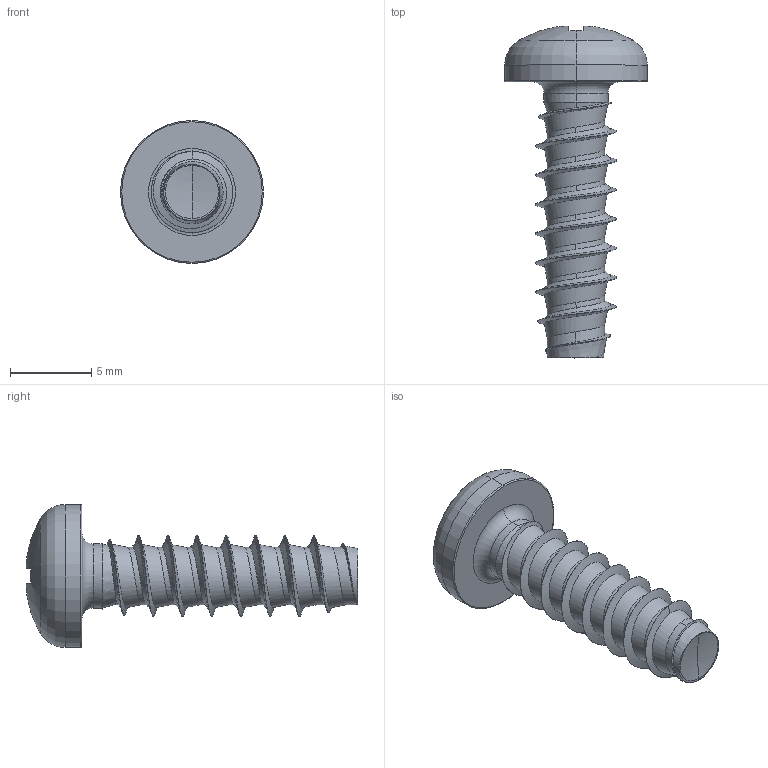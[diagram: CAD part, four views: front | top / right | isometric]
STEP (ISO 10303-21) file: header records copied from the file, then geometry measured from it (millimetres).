
FILE_DESCRIPTION (( 'STEP AP203' ), '1' );
FILE_NAME ('STP220500170.STEP', '2019-05-15T18:18:21', ( '' ), ( '' ), 'SwSTEP 2.0', 'SolidWorks 2015', '' );
FILE_SCHEMA (( 'CONFIG_CONTROL_DESIGN' ));
Length unit declared in the file: millimetre
Products named in the file (2): STP220500170
Bounding box: 8.8 x 20.44 x 8.8 mm (x, y, z)
Volume: 346.8 mm3; surface area: 498.7 mm2
Topology: 1 solids, 1 shells, 186 faces, 443 edges, 259 vertices
Faces by surface type: bspline 55, cylinder 44, plane 30, torus 28, sphere 20, cone 9
Entity records: 19487 total; most frequent: CARTESIAN_POINT 15524, ORIENTED_EDGE 882, DIRECTION 719, EDGE_CURVE 441, AXIS2_PLACEMENT_3D 315, VERTEX_POINT 259, EDGE_LOOP 188, ADVANCED_FACE 186
